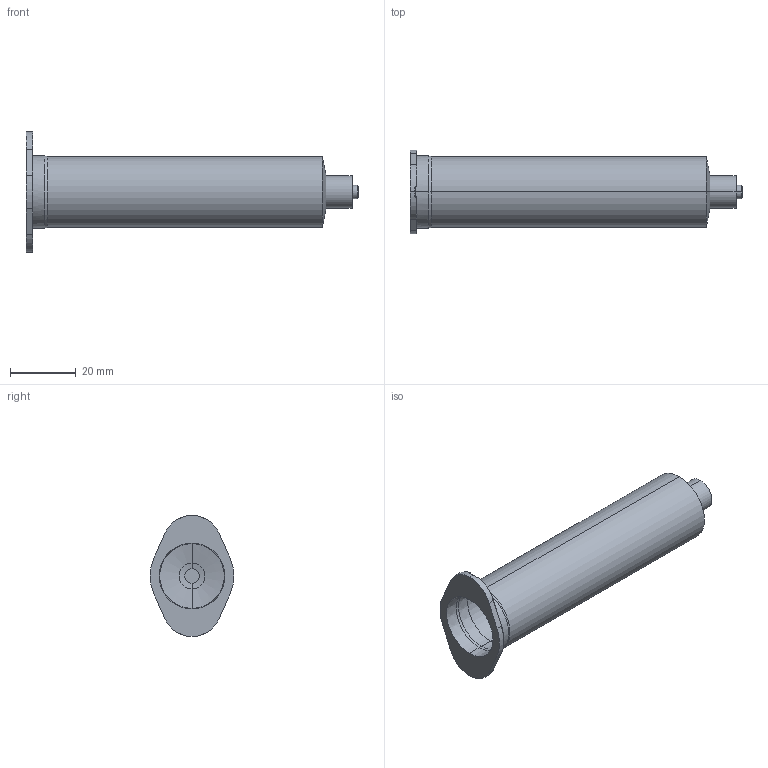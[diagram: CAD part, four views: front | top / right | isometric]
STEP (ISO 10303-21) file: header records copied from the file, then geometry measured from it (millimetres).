
FILE_DESCRIPTION (( 'STEP AP214' ), '1' );
FILE_NAME ('Braun_Spritzenzylinder_20ml.STEP', '2018-11-26T11:30:17', ( '' ), ( '' ), 'SwSTEP 2.0', 'SolidWorks 2016', '' );
FILE_SCHEMA (( 'AUTOMOTIVE_DESIGN' ));
Length unit declared in the file: millimetre
Products named in the file (1): Braun_Spritzenzylinder_20ml
Bounding box: 101 x 25.46 x 36.8 mm (x, y, z)
Volume: 5995 mm3; surface area: 13962.9 mm2
Topology: 2 solids, 2 shells, 201 faces, 456 edges, 253 vertices
Faces by surface type: cylinder 85, torus 44, plane 32, sphere 16, cone 12, bspline 12
Entity records: 6118 total; most frequent: CARTESIAN_POINT 1647, DIRECTION 1009, ORIENTED_EDGE 888, EDGE_CURVE 444, AXIS2_PLACEMENT_3D 423, VERTEX_POINT 249, CIRCLE 233, EDGE_LOOP 205
